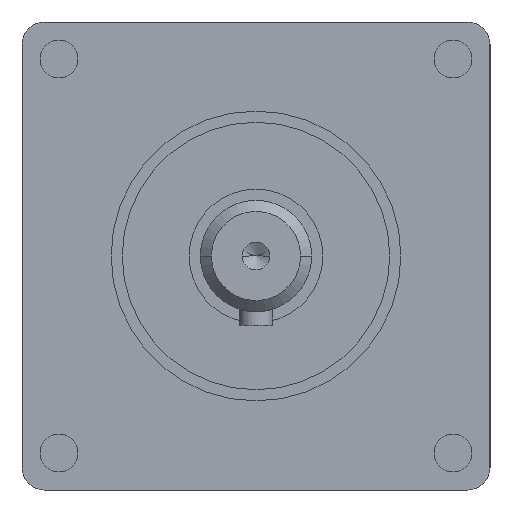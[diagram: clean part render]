
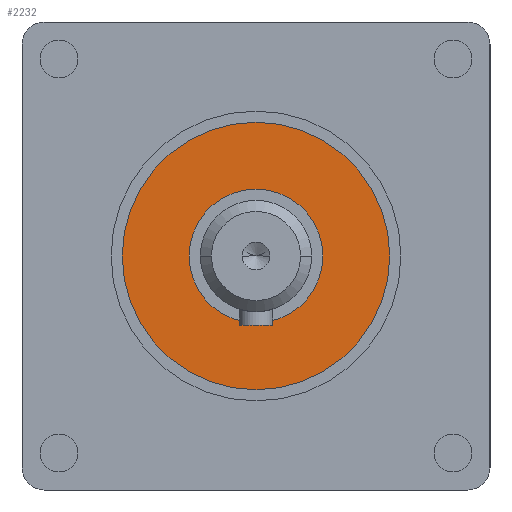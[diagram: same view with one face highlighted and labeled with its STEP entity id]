
A CAD part, left-side view. The second image highlights one B-rep face of the part: STEP entity #2232.
In plain terms, the highlighted planar face has unit normal (-1, 0, 0).
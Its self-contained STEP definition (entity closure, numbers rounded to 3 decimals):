
#62 = DIRECTION ( 'NONE',  ( 0., 1., 0. ) ) ;
#70 = CARTESIAN_POINT ( 'NONE',  ( 53.79, -6., 0. ) ) ;
#261 = CARTESIAN_POINT ( 'NONE',  ( 53.79, -12., 0. ) ) ;
#317 = DIRECTION ( 'NONE',  ( -1., 0., 0. ) ) ;
#460 = ORIENTED_EDGE ( 'NONE', *, *, #3303, .T. ) ;
#486 = CIRCLE ( 'NONE', #2650, 6. ) ;
#617 = DIRECTION ( 'NONE',  ( -1., 0., 0. ) ) ;
#659 = DIRECTION ( 'NONE',  ( -1., 0., 0. ) ) ;
#683 = CARTESIAN_POINT ( 'NONE',  ( 53.79, 0., 0. ) ) ;
#954 = ORIENTED_EDGE ( 'NONE', *, *, #4540, .F. ) ;
#1150 = CARTESIAN_POINT ( 'NONE',  ( 53.79, 6., 0. ) ) ;
#1557 = CIRCLE ( 'NONE', #3992, 12. ) ;
#1609 = DIRECTION ( 'NONE',  ( -1., 0., 0. ) ) ;
#1721 = AXIS2_PLACEMENT_3D ( 'NONE', #683, #659, #3899 ) ;
#1946 = CARTESIAN_POINT ( 'NONE',  ( 53.79, -6., 0. ) ) ;
#2093 = ORIENTED_EDGE ( 'NONE', *, *, #4602, .F. ) ;
#2166 = DIRECTION ( 'NONE',  ( 0., 1., 0. ) ) ;
#2232 = ADVANCED_FACE ( 'NONE', ( #2314, #3906 ), #3122, .F. ) ;
#2263 = DIRECTION ( 'NONE',  ( 1., 0., 0. ) ) ;
#2314 = FACE_OUTER_BOUND ( 'NONE', #3401, .T. ) ;
#2381 = EDGE_LOOP ( 'NONE', ( #2093, #954 ) ) ;
#2398 = CIRCLE ( 'NONE', #2747, 6. ) ;
#2413 = AXIS2_PLACEMENT_3D ( 'NONE', #1946, #2263, #4709 ) ;
#2540 = VERTEX_POINT ( 'NONE', #261 ) ;
#2588 = VERTEX_POINT ( 'NONE', #1150 ) ;
#2650 = AXIS2_PLACEMENT_3D ( 'NONE', #4043, #1609, #62 ) ;
#2651 = CIRCLE ( 'NONE', #1721, 12. ) ;
#2747 = AXIS2_PLACEMENT_3D ( 'NONE', #4202, #617, #2166 ) ;
#2951 = ORIENTED_EDGE ( 'NONE', *, *, #3368, .T. ) ;
#3122 = PLANE ( 'NONE',  #2413 ) ;
#3303 = EDGE_CURVE ( 'NONE', #3948, #2540, #1557, .T. ) ;
#3368 = EDGE_CURVE ( 'NONE', #2540, #3948, #2651, .T. ) ;
#3401 = EDGE_LOOP ( 'NONE', ( #460, #2951 ) ) ;
#3717 = VERTEX_POINT ( 'NONE', #70 ) ;
#3899 = DIRECTION ( 'NONE',  ( 0., 1., 0. ) ) ;
#3906 = FACE_BOUND ( 'NONE', #2381, .T. ) ;
#3948 = VERTEX_POINT ( 'NONE', #4342 ) ;
#3992 = AXIS2_PLACEMENT_3D ( 'NONE', #4582, #317, #4290 ) ;
#4043 = CARTESIAN_POINT ( 'NONE',  ( 53.79, 0., 0. ) ) ;
#4202 = CARTESIAN_POINT ( 'NONE',  ( 53.79, 0., 0. ) ) ;
#4290 = DIRECTION ( 'NONE',  ( 0., 1., 0. ) ) ;
#4342 = CARTESIAN_POINT ( 'NONE',  ( 53.79, 12., 0. ) ) ;
#4540 = EDGE_CURVE ( 'NONE', #3717, #2588, #486, .T. ) ;
#4582 = CARTESIAN_POINT ( 'NONE',  ( 53.79, 0., 0. ) ) ;
#4602 = EDGE_CURVE ( 'NONE', #2588, #3717, #2398, .T. ) ;
#4709 = DIRECTION ( 'NONE',  ( 0., 1., 0. ) ) ;
